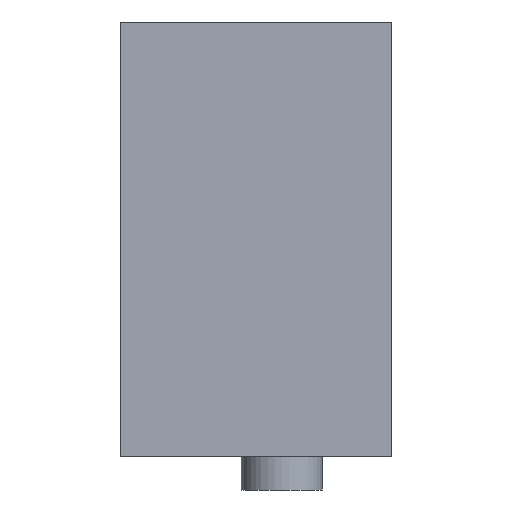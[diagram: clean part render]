
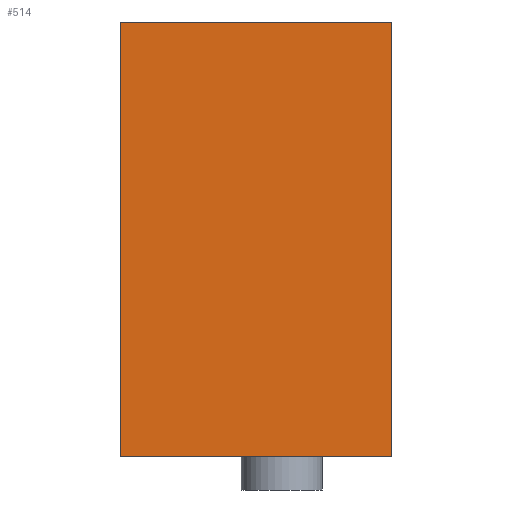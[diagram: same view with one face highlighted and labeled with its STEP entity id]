
A CAD part, left-side view. The second image highlights one B-rep face of the part: STEP entity #514.
In plain terms, the highlighted planar face has unit normal (-1, 0, 0).
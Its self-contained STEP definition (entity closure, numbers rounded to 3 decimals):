
#41 = CARTESIAN_POINT ( 'NONE',  ( -40., 0., 16. ) ) ;
#78 = ORIENTED_EDGE ( 'NONE', *, *, #136, .F. ) ;
#80 = LINE ( 'NONE', #41, #702 ) ;
#82 = PLANE ( 'NONE',  #296 ) ;
#111 = EDGE_CURVE ( 'NONE', #396, #670, #471, .T. ) ;
#115 = CARTESIAN_POINT ( 'NONE',  ( -40., 20., -16. ) ) ;
#136 = EDGE_CURVE ( 'NONE', #670, #425, #80, .T. ) ;
#159 = ORIENTED_EDGE ( 'NONE', *, *, #769, .T. ) ;
#168 = FACE_OUTER_BOUND ( 'NONE', #704, .T. ) ;
#294 = CARTESIAN_POINT ( 'NONE',  ( -40., 20., -16. ) ) ;
#296 = AXIS2_PLACEMENT_3D ( 'NONE', #677, #465, #901 ) ;
#333 = ORIENTED_EDGE ( 'NONE', *, *, #857, .T. ) ;
#350 = LINE ( 'NONE', #374, #916 ) ;
#367 = CARTESIAN_POINT ( 'NONE',  ( -40., 0., -16. ) ) ;
#374 = CARTESIAN_POINT ( 'NONE',  ( -40., 0., -16. ) ) ;
#396 = VERTEX_POINT ( 'NONE', #294 ) ;
#425 = VERTEX_POINT ( 'NONE', #656 ) ;
#465 = DIRECTION ( 'NONE',  ( -1., 0., 0. ) ) ;
#471 = LINE ( 'NONE', #115, #536 ) ;
#476 = VECTOR ( 'NONE', #710, 1000. ) ;
#514 = ADVANCED_FACE ( 'NONE', ( #168 ), #82, .T. ) ;
#536 = VECTOR ( 'NONE', #550, 1000. ) ;
#550 = DIRECTION ( 'NONE',  ( 0., 0., 1. ) ) ;
#586 = DIRECTION ( 'NONE',  ( 0., -1., 0. ) ) ;
#617 = DIRECTION ( 'NONE',  ( 0., -1., 0. ) ) ;
#632 = CARTESIAN_POINT ( 'NONE',  ( -40., 0., -16. ) ) ;
#636 = ORIENTED_EDGE ( 'NONE', *, *, #111, .F. ) ;
#656 = CARTESIAN_POINT ( 'NONE',  ( -40., 0., 16. ) ) ;
#670 = VERTEX_POINT ( 'NONE', #792 ) ;
#677 = CARTESIAN_POINT ( 'NONE',  ( -40., 0., -16. ) ) ;
#702 = VECTOR ( 'NONE', #617, 1000. ) ;
#704 = EDGE_LOOP ( 'NONE', ( #159, #78, #636, #333 ) ) ;
#710 = DIRECTION ( 'NONE',  ( 0., 0., 1. ) ) ;
#763 = LINE ( 'NONE', #632, #476 ) ;
#766 = VERTEX_POINT ( 'NONE', #367 ) ;
#769 = EDGE_CURVE ( 'NONE', #766, #425, #763, .T. ) ;
#792 = CARTESIAN_POINT ( 'NONE',  ( -40., 20., 16. ) ) ;
#857 = EDGE_CURVE ( 'NONE', #396, #766, #350, .T. ) ;
#901 = DIRECTION ( 'NONE',  ( 0., -1., 0. ) ) ;
#916 = VECTOR ( 'NONE', #586, 1000. ) ;
